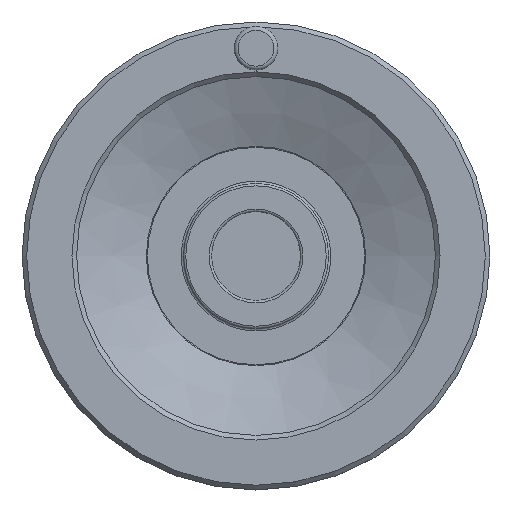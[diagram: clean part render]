
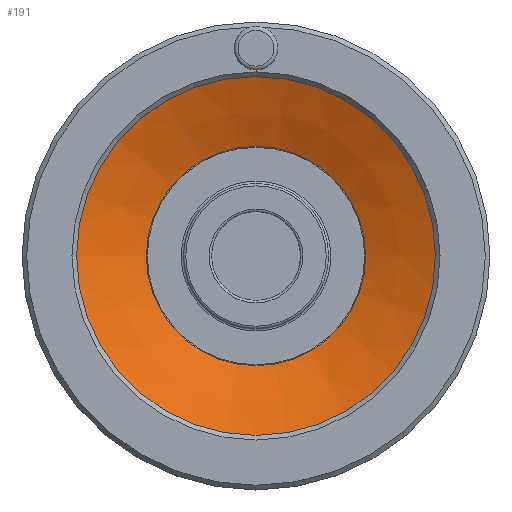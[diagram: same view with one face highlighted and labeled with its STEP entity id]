
A CAD part, top view. The second image highlights one B-rep face of the part: STEP entity #191.
In plain terms, the highlighted conical face has half-angle 67.109 degrees and reference radius 115 mm.
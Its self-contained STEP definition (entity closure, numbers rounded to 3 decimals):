
#191 = ADVANCED_FACE( '', ( #529, #530 ), #531, .F. );
#529 = FACE_BOUND( '', #1097, .T. );
#530 = FACE_OUTER_BOUND( '', #1098, .T. );
#531 = CONICAL_SURFACE( '', #1099, 115., 1.171 );
#1097 = EDGE_LOOP( '', ( #2791 ) );
#1098 = EDGE_LOOP( '', ( #2792 ) );
#1099 = AXIS2_PLACEMENT_3D( '', #2793, #2794, #2795 );
#2791 = ORIENTED_EDGE( '', *, *, #3993, .T. );
#2792 = ORIENTED_EDGE( '', *, *, #3994, .T. );
#2793 = CARTESIAN_POINT( '', ( 0., 0., 53. ) );
#2794 = DIRECTION( '', ( 0., 0., 1. ) );
#2795 = DIRECTION( '', ( 1., 0., 0. ) );
#3993 = EDGE_CURVE( '', #4477, #4477, #4478, .F. );
#3994 = EDGE_CURVE( '', #4479, #4479, #4480, .T. );
#4477 = VERTEX_POINT( '', #5186 );
#4478 = CIRCLE( '', #5187, 70.28 );
#4479 = VERTEX_POINT( '', #5188 );
#4480 = CIRCLE( '', #5189, 115. );
#5186 = CARTESIAN_POINT( '', ( 70.28, 0., 34.118 ) );
#5187 = AXIS2_PLACEMENT_3D( '', #6924, #6925, #6926 );
#5188 = CARTESIAN_POINT( '', ( 115., 0., 53. ) );
#5189 = AXIS2_PLACEMENT_3D( '', #6927, #6928, #6929 );
#6924 = CARTESIAN_POINT( '', ( 0., 0., 34.118 ) );
#6925 = DIRECTION( '', ( 0., 0., 1. ) );
#6926 = DIRECTION( '', ( 1., 0., 0. ) );
#6927 = CARTESIAN_POINT( '', ( 0., 0., 53. ) );
#6928 = DIRECTION( '', ( 0., 0., 1. ) );
#6929 = DIRECTION( '', ( 1., 0., 0. ) );
